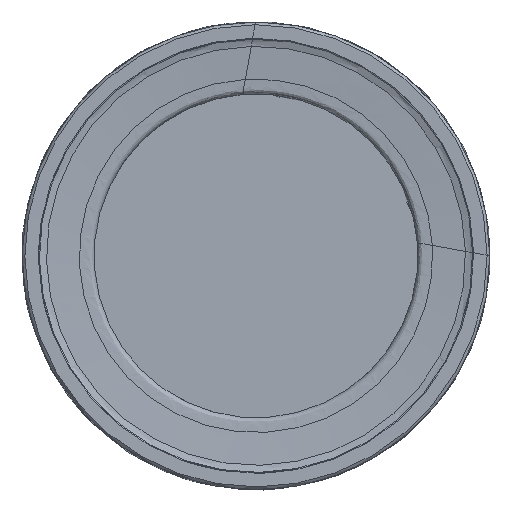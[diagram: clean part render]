
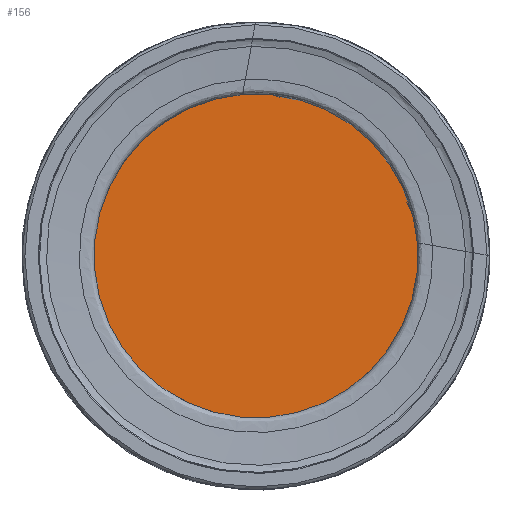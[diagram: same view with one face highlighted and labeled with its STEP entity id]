
A CAD part, left-side view. The second image highlights one B-rep face of the part: STEP entity #156.
In plain terms, the highlighted planar face has unit normal (-1, 0, 0).
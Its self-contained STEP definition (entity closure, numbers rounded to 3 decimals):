
#33=PLANE('',#717);
#156=ADVANCED_FACE('',(#229),#33,.F.);
#229=FACE_OUTER_BOUND('',#273,.T.);
#273=EDGE_LOOP('',(#459));
#459=ORIENTED_EDGE('',*,*,#605,.T.);
#526=VERTEX_POINT('',#3009);
#605=EDGE_CURVE('',#526,#526,#656,.T.);
#656=CIRCLE('',#716,14.824);
#716=AXIS2_PLACEMENT_3D('',#3008,#837,#838);
#717=AXIS2_PLACEMENT_3D('',#3010,#839,#840);
#837=DIRECTION('',(-1.,0.,0.));
#838=DIRECTION('',(0.,0.,1.));
#839=DIRECTION('',(1.,0.,0.));
#840=DIRECTION('',(0.,0.,-1.));
#3008=CARTESIAN_POINT('',(1.5,0.,0.));
#3009=CARTESIAN_POINT('',(1.5,0.,14.824));
#3010=CARTESIAN_POINT('',(1.5,0.,0.));
